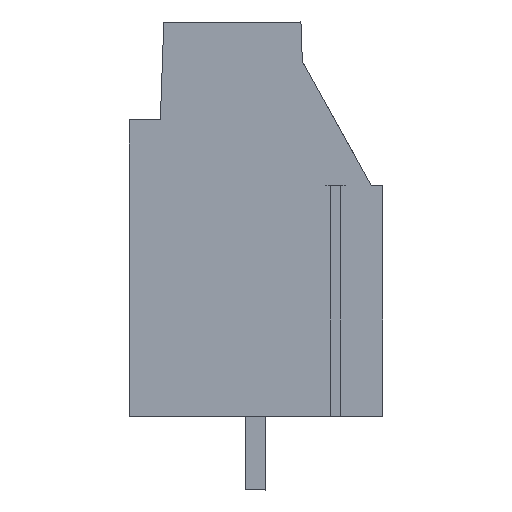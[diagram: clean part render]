
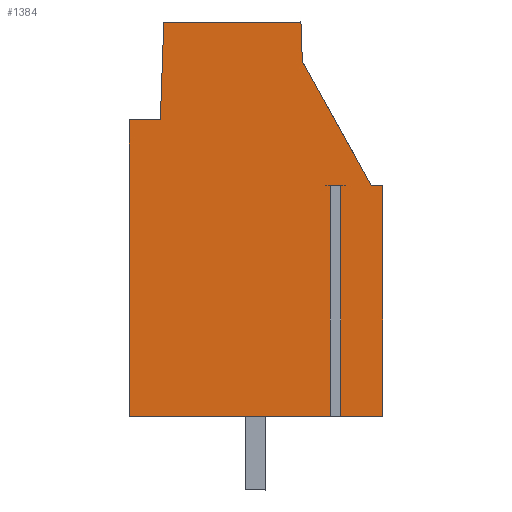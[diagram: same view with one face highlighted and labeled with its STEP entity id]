
A CAD part, left-side view. The second image highlights one B-rep face of the part: STEP entity #1384.
In plain terms, the highlighted planar face has unit normal (-1, 0, 0).
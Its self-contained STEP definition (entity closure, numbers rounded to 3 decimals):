
#1292=AXIS2_PLACEMENT_3D('Plane Axis2P3D',#1289,#1290,#1291) ;
#610=CARTESIAN_POINT('Vertex',(0.,0.5,13.2)) ;
#615=CARTESIAN_POINT('Line Origine',(0.,0.25,13.2)) ;
#619=CARTESIAN_POINT('Vertex',(0.,0.,13.2)) ;
#658=CARTESIAN_POINT('Vertex',(0.,3.49,18.592)) ;
#663=CARTESIAN_POINT('Line Origine',(0.,1.995,15.896)) ;
#1289=CARTESIAN_POINT('Axis2P3D Location',(0.,11.,0.)) ;
#1294=CARTESIAN_POINT('Line Origine',(0.,0.912,3.2)) ;
#1298=CARTESIAN_POINT('Vertex',(0.,1.825,3.2)) ;
#1300=CARTESIAN_POINT('Vertex',(0.,0.,3.2)) ;
#1303=CARTESIAN_POINT('Line Origine',(0.,0.,8.2)) ;
#1308=CARTESIAN_POINT('Line Origine',(0.,3.52,19.446)) ;
#1312=CARTESIAN_POINT('Vertex',(0.,3.55,20.3)) ;
#1315=CARTESIAN_POINT('Line Origine',(0.,6.525,20.3)) ;
#1319=CARTESIAN_POINT('Vertex',(0.,9.5,20.3)) ;
#1322=CARTESIAN_POINT('Line Origine',(0.,9.574,18.175)) ;
#1326=CARTESIAN_POINT('Vertex',(0.,9.648,16.05)) ;
#1329=CARTESIAN_POINT('Line Origine',(0.,10.324,16.05)) ;
#1333=CARTESIAN_POINT('Vertex',(0.,11.,16.05)) ;
#1336=CARTESIAN_POINT('Line Origine',(0.,11.,9.625)) ;
#1340=CARTESIAN_POINT('Vertex',(0.,11.,3.2)) ;
#1343=CARTESIAN_POINT('Line Origine',(0.,6.638,3.2)) ;
#1347=CARTESIAN_POINT('Vertex',(0.,2.275,3.2)) ;
#1350=CARTESIAN_POINT('Line Origine',(0.,2.275,8.2)) ;
#1354=CARTESIAN_POINT('Vertex',(0.,2.275,13.2)) ;
#1357=CARTESIAN_POINT('Line Origine',(0.,2.05,13.2)) ;
#1361=CARTESIAN_POINT('Vertex',(0.,1.825,13.2)) ;
#1364=CARTESIAN_POINT('Line Origine',(0.,1.825,8.2)) ;
#616=DIRECTION('Vector Direction',(0.,-1.,0.)) ;
#664=DIRECTION('Vector Direction',(0.,-0.485,-0.875)) ;
#1290=DIRECTION('Axis2P3D Direction',(-1.,0.,0.)) ;
#1291=DIRECTION('Axis2P3D XDirection',(0.,-1.,0.)) ;
#1295=DIRECTION('Vector Direction',(0.,1.,0.)) ;
#1304=DIRECTION('Vector Direction',(0.,0.,-1.)) ;
#1309=DIRECTION('Vector Direction',(0.,0.035,0.999)) ;
#1316=DIRECTION('Vector Direction',(0.,-1.,0.)) ;
#1323=DIRECTION('Vector Direction',(0.,0.035,-0.999)) ;
#1330=DIRECTION('Vector Direction',(0.,-1.,0.)) ;
#1337=DIRECTION('Vector Direction',(0.,0.,1.)) ;
#1344=DIRECTION('Vector Direction',(0.,1.,0.)) ;
#1351=DIRECTION('Vector Direction',(0.,0.,1.)) ;
#1358=DIRECTION('Vector Direction',(0.,-1.,0.)) ;
#1365=DIRECTION('Vector Direction',(0.,0.,1.)) ;
#617=VECTOR('Line Direction',#616,1.) ;
#665=VECTOR('Line Direction',#664,1.) ;
#1296=VECTOR('Line Direction',#1295,1.) ;
#1305=VECTOR('Line Direction',#1304,1.) ;
#1310=VECTOR('Line Direction',#1309,1.) ;
#1317=VECTOR('Line Direction',#1316,1.) ;
#1324=VECTOR('Line Direction',#1323,1.) ;
#1331=VECTOR('Line Direction',#1330,1.) ;
#1338=VECTOR('Line Direction',#1337,1.) ;
#1345=VECTOR('Line Direction',#1344,1.) ;
#1352=VECTOR('Line Direction',#1351,1.) ;
#1359=VECTOR('Line Direction',#1358,1.) ;
#1366=VECTOR('Line Direction',#1365,1.) ;
#1370=ORIENTED_EDGE('',*,*,#1302,.T.) ;
#1371=ORIENTED_EDGE('',*,*,#1307,.T.) ;
#1372=ORIENTED_EDGE('',*,*,#621,.T.) ;
#1373=ORIENTED_EDGE('',*,*,#667,.T.) ;
#1374=ORIENTED_EDGE('',*,*,#1314,.T.) ;
#1375=ORIENTED_EDGE('',*,*,#1321,.T.) ;
#1376=ORIENTED_EDGE('',*,*,#1328,.T.) ;
#1377=ORIENTED_EDGE('',*,*,#1335,.T.) ;
#1378=ORIENTED_EDGE('',*,*,#1342,.T.) ;
#1379=ORIENTED_EDGE('',*,*,#1349,.T.) ;
#1380=ORIENTED_EDGE('',*,*,#1356,.T.) ;
#1381=ORIENTED_EDGE('',*,*,#1363,.F.) ;
#1382=ORIENTED_EDGE('',*,*,#1368,.F.) ;
#1384=ADVANCED_FACE('KLSC M3x6.3.1',(#1383),#1293,.T.) ;
#621=EDGE_CURVE('',#620,#611,#618,.F.) ;
#667=EDGE_CURVE('',#611,#659,#666,.F.) ;
#1302=EDGE_CURVE('',#1299,#1301,#1297,.F.) ;
#1307=EDGE_CURVE('',#1301,#620,#1306,.F.) ;
#1314=EDGE_CURVE('',#659,#1313,#1311,.T.) ;
#1321=EDGE_CURVE('',#1313,#1320,#1318,.F.) ;
#1328=EDGE_CURVE('',#1320,#1327,#1325,.T.) ;
#1335=EDGE_CURVE('',#1327,#1334,#1332,.F.) ;
#1342=EDGE_CURVE('',#1334,#1341,#1339,.F.) ;
#1349=EDGE_CURVE('',#1341,#1348,#1346,.F.) ;
#1356=EDGE_CURVE('',#1348,#1355,#1353,.T.) ;
#1363=EDGE_CURVE('',#1362,#1355,#1360,.F.) ;
#1368=EDGE_CURVE('',#1299,#1362,#1367,.T.) ;
#1369=EDGE_LOOP('',(#1370,#1371,#1372,#1373,#1374,#1375,#1376,#1377,#1378,#1379,#1380,#1381,#1382)) ;
#1383=FACE_OUTER_BOUND('',#1369,.T.) ;
#618=LINE('Line',#615,#617) ;
#666=LINE('Line',#663,#665) ;
#1297=LINE('Line',#1294,#1296) ;
#1306=LINE('Line',#1303,#1305) ;
#1311=LINE('Line',#1308,#1310) ;
#1318=LINE('Line',#1315,#1317) ;
#1325=LINE('Line',#1322,#1324) ;
#1332=LINE('Line',#1329,#1331) ;
#1339=LINE('Line',#1336,#1338) ;
#1346=LINE('Line',#1343,#1345) ;
#1353=LINE('Line',#1350,#1352) ;
#1360=LINE('Line',#1357,#1359) ;
#1367=LINE('Line',#1364,#1366) ;
#1293=PLANE('',#1292) ;
#611=VERTEX_POINT('',#610) ;
#620=VERTEX_POINT('',#619) ;
#659=VERTEX_POINT('',#658) ;
#1299=VERTEX_POINT('',#1298) ;
#1301=VERTEX_POINT('',#1300) ;
#1313=VERTEX_POINT('',#1312) ;
#1320=VERTEX_POINT('',#1319) ;
#1327=VERTEX_POINT('',#1326) ;
#1334=VERTEX_POINT('',#1333) ;
#1341=VERTEX_POINT('',#1340) ;
#1348=VERTEX_POINT('',#1347) ;
#1355=VERTEX_POINT('',#1354) ;
#1362=VERTEX_POINT('',#1361) ;
